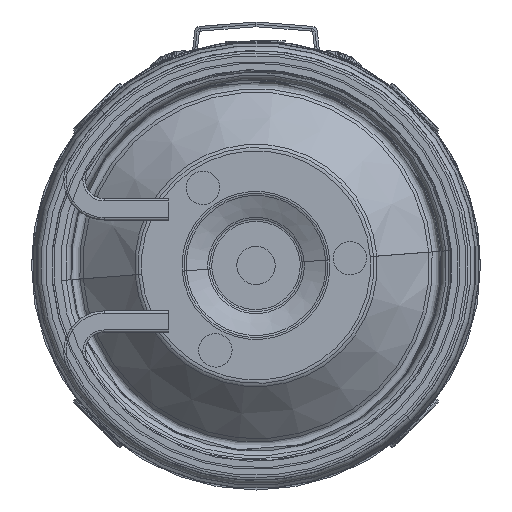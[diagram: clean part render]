
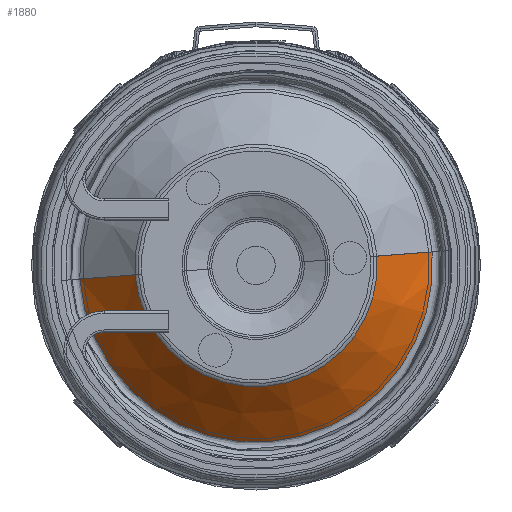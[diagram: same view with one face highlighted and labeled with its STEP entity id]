
A CAD part, front view. The second image highlights one B-rep face of the part: STEP entity #1880.
In plain terms, the highlighted conical face has half-angle 46.546 degrees and reference radius 25.375 mm.
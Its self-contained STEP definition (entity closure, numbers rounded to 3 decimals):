
#781 = VERTEX_POINT ( 'NONE', #12497 ) ;
#923 = LINE ( 'NONE', #13099, #6225 ) ;
#1225 = CIRCLE ( 'NONE', #14004, 25.376 ) ;
#1880 = ADVANCED_FACE ( 'NONE', ( #9730 ), #34547, .T. ) ;
#2056 = VECTOR ( 'NONE', #2929, 1000. ) ;
#2713 = CARTESIAN_POINT ( 'NONE',  ( 0., 11.526, -36.962 ) ) ;
#2826 = CARTESIAN_POINT ( 'NONE',  ( 0., 11.526, 0. ) ) ;
#2929 = DIRECTION ( 'NONE',  ( 0., 0.688, 0.726 ) ) ;
#3936 = DIRECTION ( 'NONE',  ( 0., 0., 1. ) ) ;
#5749 = AXIS2_PLACEMENT_3D ( 'NONE', #12916, #21957, #3936 ) ;
#6225 = VECTOR ( 'NONE', #10101, 1000. ) ;
#6677 = EDGE_CURVE ( 'NONE', #781, #34415, #923, .T. ) ;
#9730 = FACE_OUTER_BOUND ( 'NONE', #16208, .T. ) ;
#9809 = EDGE_CURVE ( 'NONE', #781, #11508, #1225, .T. ) ;
#10101 = DIRECTION ( 'NONE',  ( 0., 0.688, -0.726 ) ) ;
#11508 = VERTEX_POINT ( 'NONE', #16859 ) ;
#12497 = CARTESIAN_POINT ( 'NONE',  ( 0., 0.548, -25.376 ) ) ;
#12916 = CARTESIAN_POINT ( 'NONE',  ( 0., 0.548, 0. ) ) ;
#13099 = CARTESIAN_POINT ( 'NONE',  ( 0., 0.548, -25.376 ) ) ;
#14004 = AXIS2_PLACEMENT_3D ( 'NONE', #15432, #24659, #30886 ) ;
#14814 = ORIENTED_EDGE ( 'NONE', *, *, #37422, .F. ) ;
#15009 = DIRECTION ( 'NONE',  ( 0., 0., 1. ) ) ;
#15432 = CARTESIAN_POINT ( 'NONE',  ( 0., 0.548, 0. ) ) ;
#16208 = EDGE_LOOP ( 'NONE', ( #27143, #25239, #20821, #14814 ) ) ;
#16859 = CARTESIAN_POINT ( 'NONE',  ( 0., 0.548, 25.376 ) ) ;
#20821 = ORIENTED_EDGE ( 'NONE', *, *, #30972, .T. ) ;
#21957 = DIRECTION ( 'NONE',  ( 0., 1., 0. ) ) ;
#24154 = LINE ( 'NONE', #30365, #2056 ) ;
#24659 = DIRECTION ( 'NONE',  ( 0., 1., 0. ) ) ;
#25239 = ORIENTED_EDGE ( 'NONE', *, *, #9809, .T. ) ;
#25542 = CARTESIAN_POINT ( 'NONE',  ( 0., 11.526, 36.962 ) ) ;
#27143 = ORIENTED_EDGE ( 'NONE', *, *, #6677, .F. ) ;
#30365 = CARTESIAN_POINT ( 'NONE',  ( 0., 0.548, 25.376 ) ) ;
#30886 = DIRECTION ( 'NONE',  ( 0., 0., 1. ) ) ;
#30972 = EDGE_CURVE ( 'NONE', #11508, #32089, #24154, .T. ) ;
#31117 = AXIS2_PLACEMENT_3D ( 'NONE', #2826, #32883, #15009 ) ;
#32089 = VERTEX_POINT ( 'NONE', #25542 ) ;
#32883 = DIRECTION ( 'NONE',  ( 0., 1., 0. ) ) ;
#34415 = VERTEX_POINT ( 'NONE', #2713 ) ;
#34547 = CONICAL_SURFACE ( 'NONE', #5749, 25.376, 0.812 ) ;
#35642 = CIRCLE ( 'NONE', #31117, 36.962 ) ;
#37422 = EDGE_CURVE ( 'NONE', #34415, #32089, #35642, .T. ) ;
